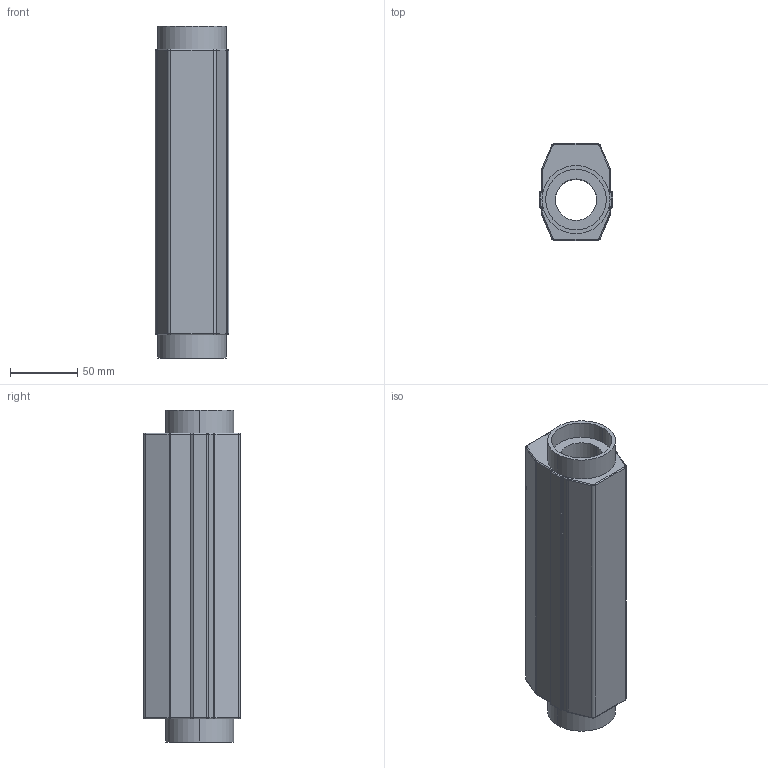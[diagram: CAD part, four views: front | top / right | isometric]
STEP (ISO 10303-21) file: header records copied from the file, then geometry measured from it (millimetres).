
FILE_DESCRIPTION (( 'STEP AP203' ), '1' );
FILE_NAME ('711500.STEP', '2011-05-17T17:17:38', ( 'Eric Peterson' ), ( 'DDC' ), 'SwSTEP 2.0', 'SolidWorks 2011', '' );
FILE_SCHEMA (( 'CONFIG_CONTROL_DESIGN' ));
Length unit declared in the file: inch
Products named in the file (1): 711500
Bounding box: 54.61 x 72.09 x 247.01 mm (x, y, z)
Volume: 589239.3 mm3; surface area: 83119.3 mm2
Topology: 1 solids, 1 shells, 112 faces, 254 edges, 140 vertices
Faces by surface type: cylinder 58, torus 24, plane 22, sphere 8
Entity records: 3137 total; most frequent: DIRECTION 612, CARTESIAN_POINT 499, ORIENTED_EDGE 492, AXIS2_PLACEMENT_3D 253, EDGE_CURVE 246, CIRCLE 140, VERTEX_POINT 140, EDGE_LOOP 118
